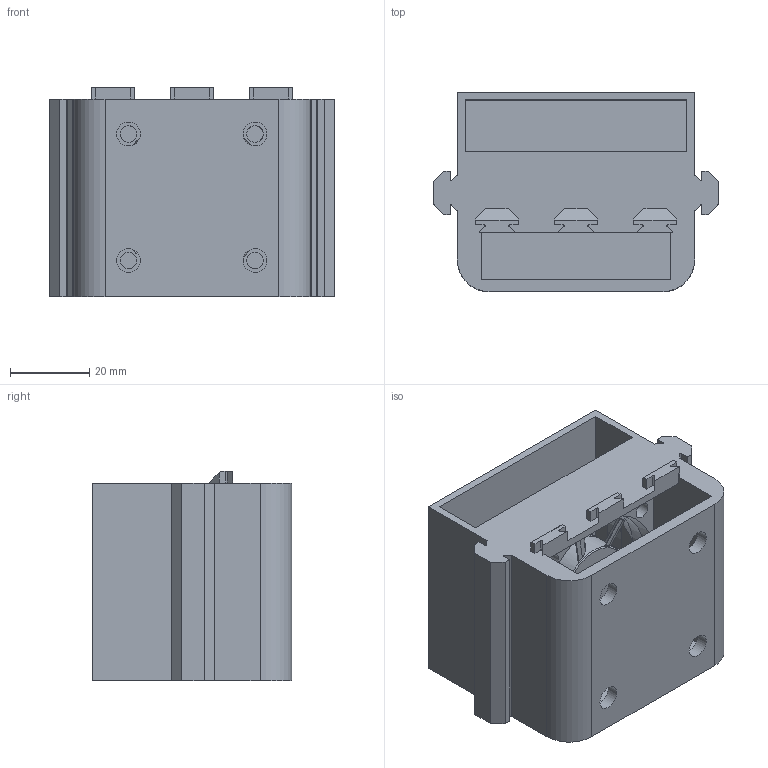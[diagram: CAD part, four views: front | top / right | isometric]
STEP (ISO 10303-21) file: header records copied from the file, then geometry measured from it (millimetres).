
FILE_DESCRIPTION(/* description */ (''),/* implementation_level */ '2;1');
FILE_NAME(/* name */ 'Fan Inlet_v4.step',/* time_stamp */ '2022-05-10T16:50:59+01:00',/* author */ (''),/* organization */ (''),/* preprocessor_version */ 'ST-DEVELOPER v18.1',/* originating_system */ 'Autodesk Translation Framework v10.14.0.1471',/* authorisation */ '');
FILE_SCHEMA (('AUTOMOTIVE_DESIGN { 1 0 10303 214 3 1 1 }'));
Length unit declared in the file: millimetre
Products named in the file (7): Fan Inlet; Cooler 40x40x10 SBORKA; Cooler 40x40x10 body; Cooler Blades; Cooler Motor; Cooler pcb; Sticker SUNON
Assembly tree (6 placements, depth 3):
  Fan Inlet
    Cooler 40x40x10 SBORKA
      Cooler 40x40x10 body
      Cooler Blades
      Cooler Motor
      Cooler pcb
      Sticker SUNON
Bounding box: 72.1 x 50.5 x 53 mm (x, y, z)
Volume: 59306.5 mm3; surface area: 42792.3 mm2
Topology: 6 solids, 6 shells, 944 faces, 2538 edges, 1664 vertices
Faces by surface type: plane 545, cylinder 182, bspline 166, torus 38, cone 13
Full cylindrical faces by diameter (mm): 1 x7, 1.4 x1, 1.5 x1, 3 x1, 4.2 x8, 5.5 x2, 6 x5, 18 x2, 19.5 x1, 21.5 x1, 22 x1, 38.5 x2
Entity records: 39222 total; most frequent: CARTESIAN_POINT 15743, ORIENTED_EDGE 5076, DIRECTION 4046, EDGE_CURVE 2538, LINE 1686, VECTOR 1686, VERTEX_POINT 1664, AXIS2_PLACEMENT_3D 1180
